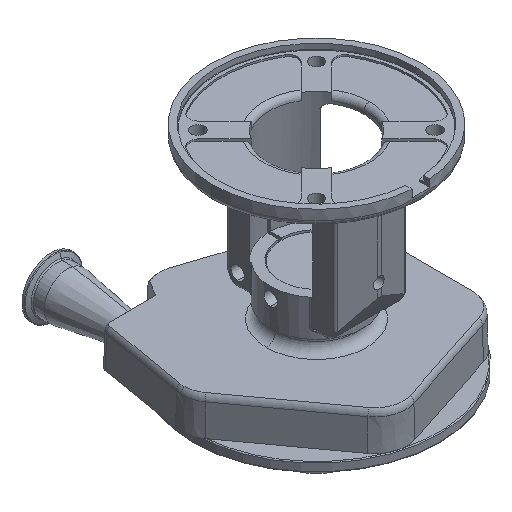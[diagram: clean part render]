
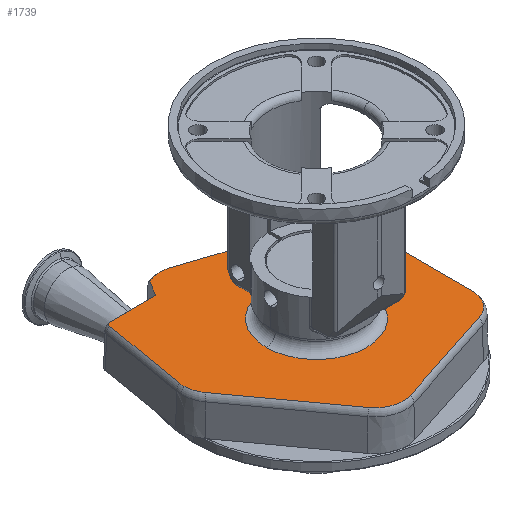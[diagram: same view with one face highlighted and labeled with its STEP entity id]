
A CAD part, isometric view. The second image highlights one B-rep face of the part: STEP entity #1739.
In plain terms, the highlighted planar face has unit normal (0, 0, 1).
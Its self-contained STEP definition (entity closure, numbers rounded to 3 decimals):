
#98 = DIRECTION ( 'NONE',  ( 1., 0., 0. ) ) ;
#103 = VERTEX_POINT ( 'NONE', #3356 ) ;
#274 = AXIS2_PLACEMENT_3D ( 'NONE', #8503, #12421, #10489 ) ;
#281 = CARTESIAN_POINT ( 'NONE',  ( -151.359, -74.059, -189. ) ) ;
#342 = LINE ( 'NONE', #8945, #10664 ) ;
#352 = CARTESIAN_POINT ( 'NONE',  ( 55., 0., -189. ) ) ;
#380 = ORIENTED_EDGE ( 'NONE', *, *, #8244, .F. ) ;
#381 = VERTEX_POINT ( 'NONE', #5769 ) ;
#428 = EDGE_CURVE ( 'NONE', #2300, #9687, #3937, .T. ) ;
#552 = VERTEX_POINT ( 'NONE', #10053 ) ;
#605 = EDGE_CURVE ( 'NONE', #9098, #8009, #12266, .T. ) ;
#607 = CARTESIAN_POINT ( 'NONE',  ( -21.354, 187.329, -189. ) ) ;
#784 = AXIS2_PLACEMENT_3D ( 'NONE', #6687, #9497, #12638 ) ;
#1042 = ORIENTED_EDGE ( 'NONE', *, *, #428, .F. ) ;
#1462 = EDGE_CURVE ( 'NONE', #9687, #6191, #2167, .T. ) ;
#1547 = CARTESIAN_POINT ( 'NONE',  ( 111.666, -58.485, -189. ) ) ;
#1709 = LINE ( 'NONE', #1904, #3244 ) ;
#1713 = LINE ( 'NONE', #4568, #3408 ) ;
#1725 = EDGE_CURVE ( 'NONE', #3857, #5130, #10847, .T. ) ;
#1739 = ADVANCED_FACE ( 'NONE', ( #9851, #5814 ), #2006, .T. ) ;
#1848 = CARTESIAN_POINT ( 'NONE',  ( 90.129, -88.128, -189. ) ) ;
#1891 = EDGE_CURVE ( 'NONE', #4735, #2300, #6771, .T. ) ;
#1904 = CARTESIAN_POINT ( 'NONE',  ( -21.115, -124.274, -189. ) ) ;
#2006 = PLANE ( 'NONE',  #4508 ) ;
#2117 = CARTESIAN_POINT ( 'NONE',  ( -136.828, 8.501, -189. ) ) ;
#2167 = LINE ( 'NONE', #281, #7805 ) ;
#2269 = EDGE_CURVE ( 'NONE', #9721, #11126, #12512, .T. ) ;
#2300 = VERTEX_POINT ( 'NONE', #2117 ) ;
#2307 = DIRECTION ( 'NONE',  ( 0., 0., 1. ) ) ;
#2412 = EDGE_CURVE ( 'NONE', #11126, #9721, #2463, .T. ) ;
#2463 = CIRCLE ( 'NONE', #3864, 55. ) ;
#2465 = DIRECTION ( 'NONE',  ( 1., 0., 0. ) ) ;
#2549 = ORIENTED_EDGE ( 'NONE', *, *, #2412, .F. ) ;
#2704 = AXIS2_PLACEMENT_3D ( 'NONE', #4849, #8740, #6830 ) ;
#2753 = DIRECTION ( 'NONE',  ( 0., 0., -1. ) ) ;
#2789 = VECTOR ( 'NONE', #11188, 1000. ) ;
#2856 = DIRECTION ( 'NONE',  ( 0., 0., -1. ) ) ;
#2879 = CARTESIAN_POINT ( 'NONE',  ( -30.747, -94.63, -189. ) ) ;
#2904 = EDGE_CURVE ( 'NONE', #8009, #10663, #4437, .T. ) ;
#2931 = ORIENTED_EDGE ( 'NONE', *, *, #12427, .F. ) ;
#3008 = CIRCLE ( 'NONE', #784, 228.831 ) ;
#3096 = AXIS2_PLACEMENT_3D ( 'NONE', #10169, #7174, #10925 ) ;
#3211 = EDGE_CURVE ( 'NONE', #11121, #10919, #3482, .T. ) ;
#3244 = VECTOR ( 'NONE', #5641, 1000. ) ;
#3253 = EDGE_LOOP ( 'NONE', ( #6203, #2549 ) ) ;
#3269 = AXIS2_PLACEMENT_3D ( 'NONE', #11441, #12244, #2465 ) ;
#3356 = CARTESIAN_POINT ( 'NONE',  ( -118.603, 110., -189. ) ) ;
#3408 = VECTOR ( 'NONE', #3612, 1000. ) ;
#3482 = CIRCLE ( 'NONE', #4699, 31.169 ) ;
#3484 = CARTESIAN_POINT ( 'NONE',  ( 111.666, -94.63, -189. ) ) ;
#3612 = DIRECTION ( 'NONE',  ( 0.95, -0.313, 0. ) ) ;
#3649 = ORIENTED_EDGE ( 'NONE', *, *, #3709, .F. ) ;
#3709 = EDGE_CURVE ( 'NONE', #381, #3857, #3008, .T. ) ;
#3717 = VERTEX_POINT ( 'NONE', #1848 ) ;
#3857 = VERTEX_POINT ( 'NONE', #5088 ) ;
#3864 = AXIS2_PLACEMENT_3D ( 'NONE', #11042, #2307, #10090 ) ;
#3937 = CIRCLE ( 'NONE', #12332, 31.169 ) ;
#4002 = CARTESIAN_POINT ( 'NONE',  ( 80.497, -58.485, -189. ) ) ;
#4084 = DIRECTION ( 'NONE',  ( -0.588, 0.809, 0. ) ) ;
#4125 = AXIS2_PLACEMENT_3D ( 'NONE', #9973, #4925, #98 ) ;
#4138 = ORIENTED_EDGE ( 'NONE', *, *, #10187, .T. ) ;
#4140 = DIRECTION ( 'NONE',  ( 0.168, 0.986, 0. ) ) ;
#4437 = LINE ( 'NONE', #3484, #4481 ) ;
#4481 = VECTOR ( 'NONE', #7391, 1000. ) ;
#4508 = AXIS2_PLACEMENT_3D ( 'NONE', #6918, #11768, #5884 ) ;
#4568 = CARTESIAN_POINT ( 'NONE',  ( 35.373, 106.16, -189. ) ) ;
#4699 = AXIS2_PLACEMENT_3D ( 'NONE', #2879, #2753, #6596 ) ;
#4735 = VERTEX_POINT ( 'NONE', #6266 ) ;
#4806 = CARTESIAN_POINT ( 'NONE',  ( -55., 0., -189. ) ) ;
#4849 = CARTESIAN_POINT ( 'NONE',  ( 0., 0., -189. ) ) ;
#4925 = DIRECTION ( 'NONE',  ( 0., 0., -1. ) ) ;
#4931 = CARTESIAN_POINT ( 'NONE',  ( -136.384, 13.741, -189. ) ) ;
#5088 = CARTESIAN_POINT ( 'NONE',  ( -54.056, 127.697, -189. ) ) ;
#5130 = VERTEX_POINT ( 'NONE', #8579 ) ;
#5588 = ORIENTED_EDGE ( 'NONE', *, *, #10216, .T. ) ;
#5638 = EDGE_CURVE ( 'NONE', #6191, #103, #6579, .T. ) ;
#5641 = DIRECTION ( 'NONE',  ( -0.951, -0.309, 0. ) ) ;
#5769 = CARTESIAN_POINT ( 'NONE',  ( -56.311, 126.782, -189. ) ) ;
#5814 = FACE_OUTER_BOUND ( 'NONE', #10118, .T. ) ;
#5884 = DIRECTION ( 'NONE',  ( 1., 0., 0. ) ) ;
#6055 = VECTOR ( 'NONE', #12296, 1000. ) ;
#6149 = DIRECTION ( 'NONE',  ( 1., 0., 0. ) ) ;
#6191 = VERTEX_POINT ( 'NONE', #12275 ) ;
#6203 = ORIENTED_EDGE ( 'NONE', *, *, #2269, .F. ) ;
#6266 = CARTESIAN_POINT ( 'NONE',  ( -130.877, -9.817, -189. ) ) ;
#6287 = CARTESIAN_POINT ( 'NONE',  ( -105.659, 8.501, -189. ) ) ;
#6387 = ORIENTED_EDGE ( 'NONE', *, *, #2904, .F. ) ;
#6533 = CARTESIAN_POINT ( 'NONE',  ( 0., 110., -189. ) ) ;
#6579 = CIRCLE ( 'NONE', #4125, 7.141 ) ;
#6596 = DIRECTION ( 'NONE',  ( 1., 0., 0. ) ) ;
#6687 = CARTESIAN_POINT ( 'NONE',  ( -141.268, 339.257, -189. ) ) ;
#6771 = CIRCLE ( 'NONE', #3096, 31.169 ) ;
#6783 = ORIENTED_EDGE ( 'NONE', *, *, #8979, .F. ) ;
#6830 = DIRECTION ( 'NONE',  ( 1., 0., 0. ) ) ;
#6918 = CARTESIAN_POINT ( 'NONE',  ( 0., 175., -189. ) ) ;
#7174 = DIRECTION ( 'NONE',  ( 0., 0., -1. ) ) ;
#7272 = CIRCLE ( 'NONE', #10924, 31.169 ) ;
#7391 = DIRECTION ( 'NONE',  ( 0., -1., 0. ) ) ;
#7523 = ORIENTED_EDGE ( 'NONE', *, *, #605, .F. ) ;
#7565 = CARTESIAN_POINT ( 'NONE',  ( -55.966, -112.948, -189. ) ) ;
#7648 = ORIENTED_EDGE ( 'NONE', *, *, #1891, .F. ) ;
#7805 = VECTOR ( 'NONE', #4140, 1000. ) ;
#7896 = CARTESIAN_POINT ( 'NONE',  ( 111.666, 58.485, -189. ) ) ;
#8009 = VERTEX_POINT ( 'NONE', #7896 ) ;
#8244 = EDGE_CURVE ( 'NONE', #10663, #3717, #7272, .T. ) ;
#8372 = LINE ( 'NONE', #6533, #6055 ) ;
#8503 = CARTESIAN_POINT ( 'NONE',  ( -42.176, 98.881, -189. ) ) ;
#8579 = CARTESIAN_POINT ( 'NONE',  ( -32.427, 128.486, -189. ) ) ;
#8740 = DIRECTION ( 'NONE',  ( 0., 0., 1. ) ) ;
#8765 = CARTESIAN_POINT ( 'NONE',  ( -21.115, -124.274, -189. ) ) ;
#8901 = DIRECTION ( 'NONE',  ( 0., 0., -1. ) ) ;
#8909 = CARTESIAN_POINT ( 'NONE',  ( 90.246, 88.09, -189. ) ) ;
#8945 = CARTESIAN_POINT ( 'NONE',  ( -55.966, -112.948, -189. ) ) ;
#8979 = EDGE_CURVE ( 'NONE', #3717, #11121, #1709, .T. ) ;
#9098 = VERTEX_POINT ( 'NONE', #8909 ) ;
#9497 = DIRECTION ( 'NONE',  ( 0., 0., 1. ) ) ;
#9587 = ORIENTED_EDGE ( 'NONE', *, *, #1725, .F. ) ;
#9687 = VERTEX_POINT ( 'NONE', #4931 ) ;
#9721 = VERTEX_POINT ( 'NONE', #352 ) ;
#9851 = FACE_BOUND ( 'NONE', #3253, .T. ) ;
#9973 = CARTESIAN_POINT ( 'NONE',  ( -113.59, 104.914, -189. ) ) ;
#9991 = EDGE_CURVE ( 'NONE', #5130, #9098, #1713, .T. ) ;
#10053 = CARTESIAN_POINT ( 'NONE',  ( -66., 110., -189. ) ) ;
#10090 = DIRECTION ( 'NONE',  ( 1., 0., 0. ) ) ;
#10118 = EDGE_LOOP ( 'NONE', ( #3649, #4138, #5588, #12002, #10482, #1042, #7648, #2931, #10394, #6783, #380, #6387, #7523, #11971, #9587 ) ) ;
#10169 = CARTESIAN_POINT ( 'NONE',  ( -105.659, 8.501, -189. ) ) ;
#10187 = EDGE_CURVE ( 'NONE', #381, #552, #12471, .T. ) ;
#10216 = EDGE_CURVE ( 'NONE', #552, #103, #8372, .T. ) ;
#10394 = ORIENTED_EDGE ( 'NONE', *, *, #3211, .F. ) ;
#10482 = ORIENTED_EDGE ( 'NONE', *, *, #1462, .F. ) ;
#10489 = DIRECTION ( 'NONE',  ( 1., 0., 0. ) ) ;
#10644 = DIRECTION ( 'NONE',  ( 1., 0., 0. ) ) ;
#10663 = VERTEX_POINT ( 'NONE', #1547 ) ;
#10664 = VECTOR ( 'NONE', #4084, 1000. ) ;
#10847 = CIRCLE ( 'NONE', #274, 31.169 ) ;
#10919 = VERTEX_POINT ( 'NONE', #7565 ) ;
#10924 = AXIS2_PLACEMENT_3D ( 'NONE', #4002, #2856, #10644 ) ;
#10925 = DIRECTION ( 'NONE',  ( 1., 0., 0. ) ) ;
#11042 = CARTESIAN_POINT ( 'NONE',  ( 0., 0., -189. ) ) ;
#11121 = VERTEX_POINT ( 'NONE', #8765 ) ;
#11126 = VERTEX_POINT ( 'NONE', #4806 ) ;
#11188 = DIRECTION ( 'NONE',  ( -0.5, -0.866, 0. ) ) ;
#11441 = CARTESIAN_POINT ( 'NONE',  ( 80.497, 58.485, -189. ) ) ;
#11768 = DIRECTION ( 'NONE',  ( 0., 0., 1. ) ) ;
#11971 = ORIENTED_EDGE ( 'NONE', *, *, #9991, .F. ) ;
#12002 = ORIENTED_EDGE ( 'NONE', *, *, #5638, .F. ) ;
#12244 = DIRECTION ( 'NONE',  ( 0., 0., -1. ) ) ;
#12266 = CIRCLE ( 'NONE', #3269, 31.169 ) ;
#12275 = CARTESIAN_POINT ( 'NONE',  ( -120.629, 106.114, -189. ) ) ;
#12296 = DIRECTION ( 'NONE',  ( -1., 0., 0. ) ) ;
#12332 = AXIS2_PLACEMENT_3D ( 'NONE', #6287, #8901, #6149 ) ;
#12421 = DIRECTION ( 'NONE',  ( 0., 0., -1. ) ) ;
#12427 = EDGE_CURVE ( 'NONE', #10919, #4735, #342, .T. ) ;
#12471 = LINE ( 'NONE', #607, #2789 ) ;
#12512 = CIRCLE ( 'NONE', #2704, 55. ) ;
#12638 = DIRECTION ( 'NONE',  ( -1., 0., 0. ) ) ;
